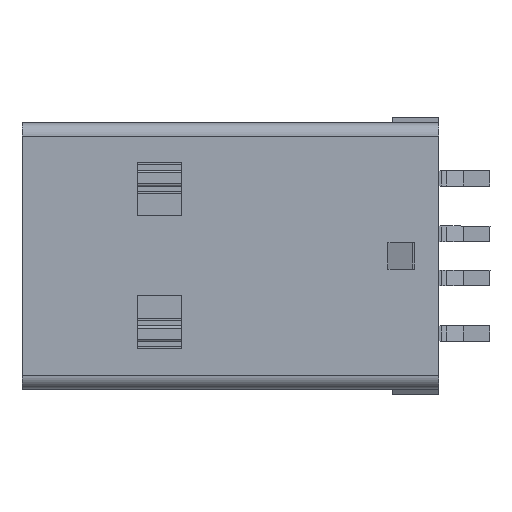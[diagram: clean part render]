
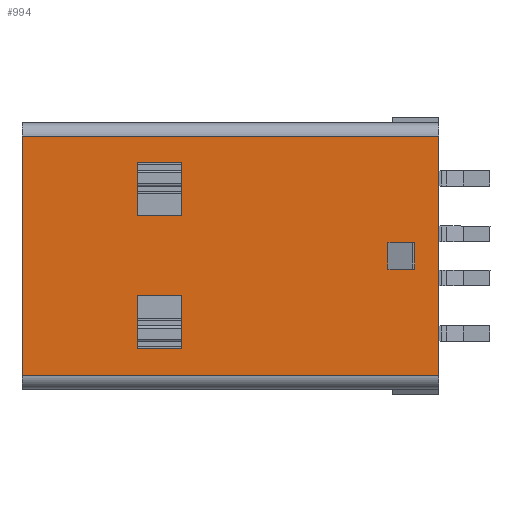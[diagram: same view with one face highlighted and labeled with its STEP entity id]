
A CAD part, top view. The second image highlights one B-rep face of the part: STEP entity #994.
In plain terms, the highlighted planar face has unit normal (0, 0, 1).
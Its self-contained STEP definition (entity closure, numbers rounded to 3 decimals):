
#56 = CARTESIAN_POINT ( 'NONE',  ( 12., -1.6, 2.85 ) ) ;
#70 = VECTOR ( 'NONE', #3049, 1000. ) ;
#337 = CARTESIAN_POINT ( 'NONE',  ( 14.3, -6.4, 2.85 ) ) ;
#528 = CARTESIAN_POINT ( 'NONE',  ( -4.5, -7., 2.85 ) ) ;
#869 = CARTESIAN_POINT ( 'NONE',  ( 19.7, -6.4, 2.85 ) ) ;
#874 = DIRECTION ( 'NONE',  ( -1., 0., 0. ) ) ;
#905 = EDGE_CURVE ( 'NONE', #11733, #11906, #14322, .T. ) ;
#968 = VECTOR ( 'NONE', #10137, 1000. ) ;
#994 = ADVANCED_FACE ( 'NONE', ( #13957, #13927, #14010, #13940 ), #1725, .F. ) ;
#1029 = VECTOR ( 'NONE', #11227, 1000. ) ;
#1051 = LINE ( 'NONE', #11148, #968 ) ;
#1154 = CARTESIAN_POINT ( 'NONE',  ( 1.8, 0.8, 2.85 ) ) ;
#1404 = CARTESIAN_POINT ( 'NONE',  ( 0.7, -5.2, 2.85 ) ) ;
#1530 = LINE ( 'NONE', #8935, #13223 ) ;
#1725 = PLANE ( 'NONE',  #13363 ) ;
#2051 = LINE ( 'NONE', #1154, #13346 ) ;
#2179 = DIRECTION ( 'NONE',  ( 1., 0., 0. ) ) ;
#2317 = DIRECTION ( 'NONE',  ( -1., 0., 0. ) ) ;
#2395 = EDGE_CURVE ( 'NONE', #3050, #4072, #9323, .T. ) ;
#2795 = LINE ( 'NONE', #10002, #11445 ) ;
#2803 = CARTESIAN_POINT ( 'NONE',  ( 14.3, -4.675, 2.85 ) ) ;
#2808 = EDGE_LOOP ( 'NONE', ( #10517, #10563, #10573, #10623 ) ) ;
#2880 = ORIENTED_EDGE ( 'NONE', *, *, #3226, .T. ) ;
#3049 = DIRECTION ( 'NONE',  ( 0., -1., 0. ) ) ;
#3050 = VERTEX_POINT ( 'NONE', #5295 ) ;
#3226 = EDGE_CURVE ( 'NONE', #4550, #11733, #6968, .T. ) ;
#3329 = ORIENTED_EDGE ( 'NONE', *, *, #14469, .T. ) ;
#3495 = EDGE_CURVE ( 'NONE', #9114, #10691, #6104, .T. ) ;
#3599 = VERTEX_POINT ( 'NONE', #56 ) ;
#3838 = DIRECTION ( 'NONE',  ( 0., 1., 0. ) ) ;
#3959 = ORIENTED_EDGE ( 'NONE', *, *, #905, .T. ) ;
#4072 = VERTEX_POINT ( 'NONE', #5093 ) ;
#4095 = LINE ( 'NONE', #11303, #1029 ) ;
#4149 = CARTESIAN_POINT ( 'NONE',  ( 0.7, 1.1, 2.85 ) ) ;
#4343 = VERTEX_POINT ( 'NONE', #10208 ) ;
#4550 = VERTEX_POINT ( 'NONE', #5784 ) ;
#5057 = CARTESIAN_POINT ( 'NONE',  ( 19.7, 4.4, 2.85 ) ) ;
#5086 = EDGE_CURVE ( 'NONE', #7432, #14335, #1051, .T. ) ;
#5093 = CARTESIAN_POINT ( 'NONE',  ( 13.2, -1.6, 2.85 ) ) ;
#5295 = CARTESIAN_POINT ( 'NONE',  ( 13.2, -0.4, 2.85 ) ) ;
#5410 = DIRECTION ( 'NONE',  ( 0., 0., -1. ) ) ;
#5784 = CARTESIAN_POINT ( 'NONE',  ( 0.7, 0.8, 2.85 ) ) ;
#6001 = VECTOR ( 'NONE', #874, 1000. ) ;
#6104 = LINE ( 'NONE', #869, #6001 ) ;
#6217 = DIRECTION ( 'NONE',  ( -1., 0., 0. ) ) ;
#6579 = EDGE_CURVE ( 'NONE', #3599, #7330, #13221, .T. ) ;
#6641 = VERTEX_POINT ( 'NONE', #9233 ) ;
#6715 = CARTESIAN_POINT ( 'NONE',  ( 2.9, -1., 2.85 ) ) ;
#6923 = VECTOR ( 'NONE', #3838, 1000. ) ;
#6968 = LINE ( 'NONE', #4149, #6923 ) ;
#7330 = VERTEX_POINT ( 'NONE', #12950 ) ;
#7432 = VERTEX_POINT ( 'NONE', #12467 ) ;
#7440 = CARTESIAN_POINT ( 'NONE',  ( 2.7, 3.2, 2.85 ) ) ;
#7647 = VERTEX_POINT ( 'NONE', #10970 ) ;
#7735 = DIRECTION ( 'NONE',  ( 0., -1., 0. ) ) ;
#7750 = CARTESIAN_POINT ( 'NONE',  ( 2.7, -3.1, 2.85 ) ) ;
#7796 = CARTESIAN_POINT ( 'NONE',  ( -4.5, -6.4, 2.85 ) ) ;
#7831 = EDGE_CURVE ( 'NONE', #11906, #4343, #8139, .T. ) ;
#8049 = VECTOR ( 'NONE', #7735, 1000. ) ;
#8078 = VECTOR ( 'NONE', #6217, 1000. ) ;
#8100 = EDGE_CURVE ( 'NONE', #6641, #7432, #14004, .T. ) ;
#8139 = LINE ( 'NONE', #9662, #8682 ) ;
#8551 = DIRECTION ( 'NONE',  ( 0., -1., 0. ) ) ;
#8682 = VECTOR ( 'NONE', #9649, 1000. ) ;
#8835 = DIRECTION ( 'NONE',  ( -1., 0., 0. ) ) ;
#8935 = CARTESIAN_POINT ( 'NONE',  ( 16.45, -1.6, 2.85 ) ) ;
#8993 = CARTESIAN_POINT ( 'NONE',  ( 2.8, -2.8, 2.85 ) ) ;
#9114 = VERTEX_POINT ( 'NONE', #337 ) ;
#9233 = CARTESIAN_POINT ( 'NONE',  ( 2.7, -2.8, 2.85 ) ) ;
#9274 = VECTOR ( 'NONE', #11193, 1000. ) ;
#9323 = LINE ( 'NONE', #11179, #9274 ) ;
#9398 = VECTOR ( 'NONE', #9937, 1000. ) ;
#9428 = CARTESIAN_POINT ( 'NONE',  ( 0.7, 3.2, 2.85 ) ) ;
#9512 = EDGE_CURVE ( 'NONE', #7330, #3050, #4095, .T. ) ;
#9649 = DIRECTION ( 'NONE',  ( 0., -1., 0. ) ) ;
#9662 = CARTESIAN_POINT ( 'NONE',  ( 2.7, -0.1, 2.85 ) ) ;
#9870 = ORIENTED_EDGE ( 'NONE', *, *, #7831, .T. ) ;
#9885 = EDGE_CURVE ( 'NONE', #7647, #9114, #12209, .T. ) ;
#9890 = ORIENTED_EDGE ( 'NONE', *, *, #12323, .T. ) ;
#9937 = DIRECTION ( 'NONE',  ( 0., 1., 0. ) ) ;
#9954 = CARTESIAN_POINT ( 'NONE',  ( 12., 1.4, 2.85 ) ) ;
#10002 = CARTESIAN_POINT ( 'NONE',  ( 0.7, -1.9, 2.85 ) ) ;
#10014 = CARTESIAN_POINT ( 'NONE',  ( 0.7, -2.8, 2.85 ) ) ;
#10094 = EDGE_LOOP ( 'NONE', ( #11059, #3329, #12903, #14176 ) ) ;
#10137 = DIRECTION ( 'NONE',  ( -1., 0., 0. ) ) ;
#10208 = CARTESIAN_POINT ( 'NONE',  ( 2.7, 0.8, 2.85 ) ) ;
#10224 = DIRECTION ( 'NONE',  ( 0., 1., 0. ) ) ;
#10279 = EDGE_CURVE ( 'NONE', #4072, #3599, #1530, .T. ) ;
#10341 = VECTOR ( 'NONE', #8551, 1000. ) ;
#10517 = ORIENTED_EDGE ( 'NONE', *, *, #9512, .T. ) ;
#10563 = ORIENTED_EDGE ( 'NONE', *, *, #2395, .T. ) ;
#10573 = ORIENTED_EDGE ( 'NONE', *, *, #10279, .T. ) ;
#10579 = EDGE_LOOP ( 'NONE', ( #10642, #10662, #10683, #10708 ) ) ;
#10623 = ORIENTED_EDGE ( 'NONE', *, *, #6579, .T. ) ;
#10642 = ORIENTED_EDGE ( 'NONE', *, *, #11088, .T. ) ;
#10662 = ORIENTED_EDGE ( 'NONE', *, *, #14111, .T. ) ;
#10683 = ORIENTED_EDGE ( 'NONE', *, *, #8100, .T. ) ;
#10691 = VERTEX_POINT ( 'NONE', #7796 ) ;
#10708 = ORIENTED_EDGE ( 'NONE', *, *, #5086, .T. ) ;
#10970 = CARTESIAN_POINT ( 'NONE',  ( 14.3, 4.4, 2.85 ) ) ;
#11059 = ORIENTED_EDGE ( 'NONE', *, *, #14408, .T. ) ;
#11088 = EDGE_CURVE ( 'NONE', #14335, #14087, #2795, .T. ) ;
#11148 = CARTESIAN_POINT ( 'NONE',  ( 1.8, -5.2, 2.85 ) ) ;
#11179 = CARTESIAN_POINT ( 'NONE',  ( 13.2, 2., 2.85 ) ) ;
#11193 = DIRECTION ( 'NONE',  ( 0., -1., 0. ) ) ;
#11227 = DIRECTION ( 'NONE',  ( 1., 0., 0. ) ) ;
#11303 = CARTESIAN_POINT ( 'NONE',  ( 15.85, -0.4, 2.85 ) ) ;
#11445 = VECTOR ( 'NONE', #10224, 1000. ) ;
#11695 = EDGE_LOOP ( 'NONE', ( #9870, #9890, #2880, #3959 ) ) ;
#11701 = DIRECTION ( 'NONE',  ( -1., 0., 0. ) ) ;
#11733 = VERTEX_POINT ( 'NONE', #9428 ) ;
#11906 = VERTEX_POINT ( 'NONE', #7440 ) ;
#12015 = CARTESIAN_POINT ( 'NONE',  ( -4.5, 4.4, 2.85 ) ) ;
#12209 = LINE ( 'NONE', #2803, #70 ) ;
#12323 = EDGE_CURVE ( 'NONE', #4343, #4550, #2051, .T. ) ;
#12467 = CARTESIAN_POINT ( 'NONE',  ( 2.7, -5.2, 2.85 ) ) ;
#12619 = VECTOR ( 'NONE', #2179, 1000. ) ;
#12903 = ORIENTED_EDGE ( 'NONE', *, *, #3495, .F. ) ;
#12950 = CARTESIAN_POINT ( 'NONE',  ( 12., -0.4, 2.85 ) ) ;
#12958 = LINE ( 'NONE', #528, #10341 ) ;
#13221 = LINE ( 'NONE', #9954, #9398 ) ;
#13223 = VECTOR ( 'NONE', #8835, 1000. ) ;
#13346 = VECTOR ( 'NONE', #2317, 1000. ) ;
#13363 = AXIS2_PLACEMENT_3D ( 'NONE', #6715, #5410, #11701 ) ;
#13509 = DIRECTION ( 'NONE',  ( 1., 0., 0. ) ) ;
#13547 = CARTESIAN_POINT ( 'NONE',  ( 2.8, 3.2, 2.85 ) ) ;
#13927 = FACE_BOUND ( 'NONE', #10579, .T. ) ;
#13940 = FACE_OUTER_BOUND ( 'NONE', #10094, .T. ) ;
#13957 = FACE_BOUND ( 'NONE', #2808, .T. ) ;
#14004 = LINE ( 'NONE', #7750, #8049 ) ;
#14010 = FACE_BOUND ( 'NONE', #11695, .T. ) ;
#14041 = LINE ( 'NONE', #5057, #8078 ) ;
#14087 = VERTEX_POINT ( 'NONE', #10014 ) ;
#14111 = EDGE_CURVE ( 'NONE', #14087, #6641, #14608, .T. ) ;
#14176 = ORIENTED_EDGE ( 'NONE', *, *, #9885, .F. ) ;
#14289 = VECTOR ( 'NONE', #13509, 1000. ) ;
#14322 = LINE ( 'NONE', #13547, #14289 ) ;
#14335 = VERTEX_POINT ( 'NONE', #1404 ) ;
#14408 = EDGE_CURVE ( 'NONE', #7647, #14526, #14041, .T. ) ;
#14469 = EDGE_CURVE ( 'NONE', #14526, #10691, #12958, .T. ) ;
#14526 = VERTEX_POINT ( 'NONE', #12015 ) ;
#14608 = LINE ( 'NONE', #8993, #12619 ) ;
